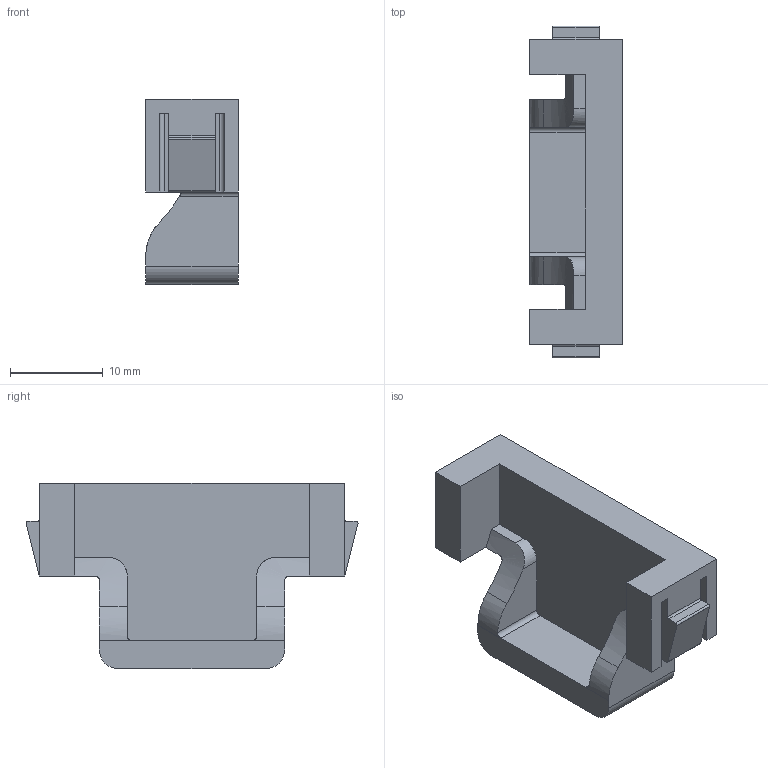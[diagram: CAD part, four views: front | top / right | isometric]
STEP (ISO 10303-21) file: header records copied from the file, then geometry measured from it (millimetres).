
FILE_DESCRIPTION(/* description */ ('STEP AP214'),/* implementation_level */ '2;1');
FILE_NAME(/* name */ '062ACEH2691.10',/* time_stamp */ '2023-03-15T14:58:35+01:00',/* author */ ('License CC BY-ND 4.0'),/* organization */ ('CADENAS'),/* preprocessor_version */ 'ST-DEVELOPER v19.3',/* originating_system */ 'PARTsolutions',/* authorisation */ ' ');
FILE_SCHEMA (('AUTOMOTIVE_DESIGN {1 0 10303 214 3 1 1}'));
Length unit declared in the file: millimetre
Products named in the file (1): 062ACEH2691.10
Bounding box: 10 x 35.89 x 20 mm (x, y, z)
Volume: 3004.5 mm3; surface area: 2489.7 mm2
Topology: 1 solids, 1 shells, 68 faces, 198 edges, 132 vertices
Faces by surface type: plane 42, cylinder 26
Entity records: 2288 total; most frequent: CARTESIAN_POINT 419, ORIENTED_EDGE 396, DIRECTION 378, EDGE_CURVE 198, LINE 144, VECTOR 144, VERTEX_POINT 132, AXIS2_PLACEMENT_3D 117
